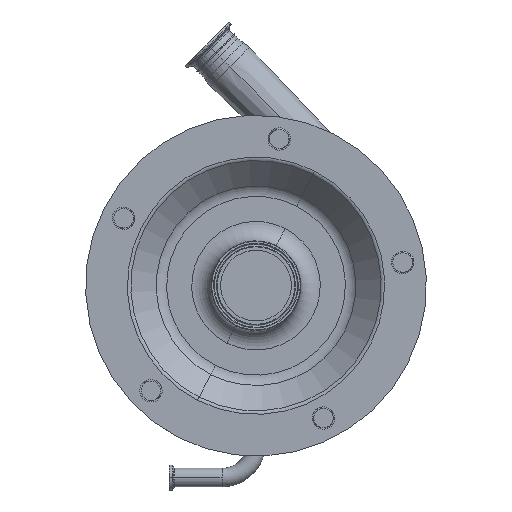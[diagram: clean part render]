
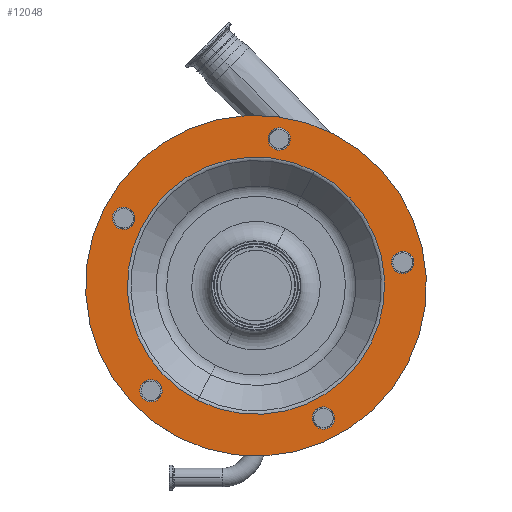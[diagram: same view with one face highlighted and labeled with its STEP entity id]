
A CAD part, top view. The second image highlights one B-rep face of the part: STEP entity #12048.
In plain terms, the highlighted planar face has unit normal (0, 0, 1).
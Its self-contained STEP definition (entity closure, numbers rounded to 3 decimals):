
#93 = ORIENTED_EDGE ( 'NONE', *, *, #9251, .F. ) ;
#111 = CARTESIAN_POINT ( 'NONE',  ( -79.448, -155.926, 321.5 ) ) ;
#225 = EDGE_CURVE ( 'NONE', #7100, #1233, #11649, .T. ) ;
#324 = CARTESIAN_POINT ( 'NONE',  ( -155.926, 79.448, 321.5 ) ) ;
#358 = EDGE_LOOP ( 'NONE', ( #8194, #849 ) ) ;
#436 = EDGE_CURVE ( 'NONE', #7281, #3754, #9273, .T. ) ;
#555 = CARTESIAN_POINT ( 'NONE',  ( 59.959, 117.676, 321.5 ) ) ;
#718 = CARTESIAN_POINT ( 'NONE',  ( 0., 0., 321.5 ) ) ;
#720 = EDGE_CURVE ( 'NONE', #10661, #7223, #6364, .T. ) ;
#849 = ORIENTED_EDGE ( 'NONE', *, *, #3144, .F. ) ;
#908 = DIRECTION ( 'NONE',  ( 0., 0., 1. ) ) ;
#939 = CARTESIAN_POINT ( 'NONE',  ( 0., 0., 321.5 ) ) ;
#978 = CIRCLE ( 'NONE', #7133, 11.5 ) ;
#1137 = VERTEX_POINT ( 'NONE', #555 ) ;
#1199 = CARTESIAN_POINT ( 'NONE',  ( 79.448, 155.926, 321.5 ) ) ;
#1233 = VERTEX_POINT ( 'NONE', #4145 ) ;
#1299 = DIRECTION ( 'NONE',  ( 0.454, 0.891, 0. ) ) ;
#1348 = DIRECTION ( 'NONE',  ( 0.454, 0.891, 0. ) ) ;
#1457 = DIRECTION ( 'NONE',  ( 0.454, 0.891, 0. ) ) ;
#1466 = AXIS2_PLACEMENT_3D ( 'NONE', #2691, #5872, #10025 ) ;
#1601 = EDGE_CURVE ( 'NONE', #1233, #7100, #3528, .T. ) ;
#1644 = DIRECTION ( 'NONE',  ( 0.454, 0.891, 0. ) ) ;
#1711 = ORIENTED_EDGE ( 'NONE', *, *, #1601, .F. ) ;
#1715 = CARTESIAN_POINT ( 'NONE',  ( 150.622, 23.856, 321.5 ) ) ;
#1719 = CARTESIAN_POINT ( 'NONE',  ( -107.834, -107.834, 321.5 ) ) ;
#1811 = EDGE_CURVE ( 'NONE', #4870, #3593, #12721, .T. ) ;
#1819 = CARTESIAN_POINT ( 'NONE',  ( -107.834, -107.834, 321.5 ) ) ;
#1918 = EDGE_LOOP ( 'NONE', ( #13365, #6784 ) ) ;
#2229 = AXIS2_PLACEMENT_3D ( 'NONE', #5828, #2399, #1348 ) ;
#2266 = DIRECTION ( 'NONE',  ( -0.454, -0.891, 0. ) ) ;
#2271 = DIRECTION ( 'NONE',  ( 0., 0., 1. ) ) ;
#2347 = CARTESIAN_POINT ( 'NONE',  ( 69.234, -135.878, 321.5 ) ) ;
#2374 = CIRCLE ( 'NONE', #11341, 11.5 ) ;
#2399 = DIRECTION ( 'NONE',  ( 0., 0., 1. ) ) ;
#2492 = DIRECTION ( 'NONE',  ( 0., 0., 1. ) ) ;
#2517 = DIRECTION ( 'NONE',  ( 0., 0., -1. ) ) ;
#2691 = CARTESIAN_POINT ( 'NONE',  ( 0., 0., 321.5 ) ) ;
#3078 = DIRECTION ( 'NONE',  ( 0., 0., 1. ) ) ;
#3113 = VERTEX_POINT ( 'NONE', #10865 ) ;
#3144 = EDGE_CURVE ( 'NONE', #7223, #10661, #9733, .T. ) ;
#3204 = CARTESIAN_POINT ( 'NONE',  ( 64.013, -146.125, 321.5 ) ) ;
#3286 = ORIENTED_EDGE ( 'NONE', *, *, #436, .F. ) ;
#3424 = CIRCLE ( 'NONE', #13251, 11.5 ) ;
#3508 = ORIENTED_EDGE ( 'NONE', *, *, #7512, .F. ) ;
#3512 = FACE_BOUND ( 'NONE', #7712, .T. ) ;
#3521 = DIRECTION ( 'NONE',  ( 0., 0., 1. ) ) ;
#3526 = VERTEX_POINT ( 'NONE', #8318 ) ;
#3528 = CIRCLE ( 'NONE', #4636, 11.5 ) ;
#3593 = VERTEX_POINT ( 'NONE', #10432 ) ;
#3636 = CIRCLE ( 'NONE', #9769, 11.5 ) ;
#3693 = DIRECTION ( 'NONE',  ( -0.454, -0.891, 0. ) ) ;
#3754 = VERTEX_POINT ( 'NONE', #10819 ) ;
#4100 = CIRCLE ( 'NONE', #7607, 132.071 ) ;
#4145 = CARTESIAN_POINT ( 'NONE',  ( -102.613, -97.587, 321.5 ) ) ;
#4619 = AXIS2_PLACEMENT_3D ( 'NONE', #12821, #3521, #7710 ) ;
#4636 = AXIS2_PLACEMENT_3D ( 'NONE', #1719, #7970, #1644 ) ;
#4870 = VERTEX_POINT ( 'NONE', #11364 ) ;
#4913 = ORIENTED_EDGE ( 'NONE', *, *, #8959, .F. ) ;
#5002 = DIRECTION ( 'NONE',  ( 0.454, 0.891, 0. ) ) ;
#5048 = AXIS2_PLACEMENT_3D ( 'NONE', #1715, #6004, #10157 ) ;
#5375 = FACE_BOUND ( 'NONE', #11887, .T. ) ;
#5485 = VERTEX_POINT ( 'NONE', #12144 ) ;
#5828 = CARTESIAN_POINT ( 'NONE',  ( 23.856, 150.622, 321.5 ) ) ;
#5872 = DIRECTION ( 'NONE',  ( 0., 0., -1. ) ) ;
#6004 = DIRECTION ( 'NONE',  ( 0., 0., 1. ) ) ;
#6132 = DIRECTION ( 'NONE',  ( -0.454, -0.891, 0. ) ) ;
#6364 = CIRCLE ( 'NONE', #8994, 175. ) ;
#6446 = EDGE_CURVE ( 'NONE', #3113, #3526, #10909, .T. ) ;
#6658 = PLANE ( 'NONE',  #12875 ) ;
#6673 = EDGE_CURVE ( 'NONE', #1137, #5485, #4100, .T. ) ;
#6784 = ORIENTED_EDGE ( 'NONE', *, *, #1811, .F. ) ;
#7015 = CARTESIAN_POINT ( 'NONE',  ( 69.234, -135.878, 321.5 ) ) ;
#7100 = VERTEX_POINT ( 'NONE', #11764 ) ;
#7133 = AXIS2_PLACEMENT_3D ( 'NONE', #7015, #12004, #12273 ) ;
#7178 = CIRCLE ( 'NONE', #1466, 132.071 ) ;
#7181 = VERTEX_POINT ( 'NONE', #3204 ) ;
#7223 = VERTEX_POINT ( 'NONE', #1199 ) ;
#7268 = DIRECTION ( 'NONE',  ( 0.454, 0.891, 0. ) ) ;
#7281 = VERTEX_POINT ( 'NONE', #7872 ) ;
#7312 = EDGE_LOOP ( 'NONE', ( #12679, #4913 ) ) ;
#7512 = EDGE_CURVE ( 'NONE', #3754, #7281, #8757, .T. ) ;
#7557 = FACE_BOUND ( 'NONE', #11436, .T. ) ;
#7590 = EDGE_CURVE ( 'NONE', #9227, #7181, #978, .T. ) ;
#7607 = AXIS2_PLACEMENT_3D ( 'NONE', #939, #11302, #6132 ) ;
#7710 = DIRECTION ( 'NONE',  ( 0.454, 0.891, 0. ) ) ;
#7712 = EDGE_LOOP ( 'NONE', ( #3286, #3508 ) ) ;
#7872 = CARTESIAN_POINT ( 'NONE',  ( -130.658, 79.48, 321.5 ) ) ;
#7970 = DIRECTION ( 'NONE',  ( 0., 0., 1. ) ) ;
#8194 = ORIENTED_EDGE ( 'NONE', *, *, #720, .F. ) ;
#8241 = ORIENTED_EDGE ( 'NONE', *, *, #225, .F. ) ;
#8283 = DIRECTION ( 'NONE',  ( -0.454, -0.891, 0. ) ) ;
#8318 = CARTESIAN_POINT ( 'NONE',  ( 145.402, 13.61, 321.5 ) ) ;
#8757 = CIRCLE ( 'NONE', #10494, 11.5 ) ;
#8959 = EDGE_CURVE ( 'NONE', #7181, #9227, #3636, .T. ) ;
#8994 = AXIS2_PLACEMENT_3D ( 'NONE', #9580, #12444, #8283 ) ;
#9227 = VERTEX_POINT ( 'NONE', #9263 ) ;
#9251 = EDGE_CURVE ( 'NONE', #3526, #3113, #3424, .T. ) ;
#9263 = CARTESIAN_POINT ( 'NONE',  ( 74.454, -125.632, 321.5 ) ) ;
#9273 = CIRCLE ( 'NONE', #4619, 11.5 ) ;
#9580 = CARTESIAN_POINT ( 'NONE',  ( 0., 0., 321.5 ) ) ;
#9672 = FACE_BOUND ( 'NONE', #11322, .T. ) ;
#9733 = CIRCLE ( 'NONE', #11262, 175. ) ;
#9769 = AXIS2_PLACEMENT_3D ( 'NONE', #2347, #11668, #10509 ) ;
#10025 = DIRECTION ( 'NONE',  ( -0.454, -0.891, 0. ) ) ;
#10157 = DIRECTION ( 'NONE',  ( 0.454, 0.891, 0. ) ) ;
#10432 = CARTESIAN_POINT ( 'NONE',  ( 29.077, 160.869, 321.5 ) ) ;
#10494 = AXIS2_PLACEMENT_3D ( 'NONE', #12746, #2271, #1299 ) ;
#10509 = DIRECTION ( 'NONE',  ( 0.454, 0.891, 0. ) ) ;
#10518 = EDGE_CURVE ( 'NONE', #5485, #1137, #7178, .T. ) ;
#10661 = VERTEX_POINT ( 'NONE', #111 ) ;
#10815 = FACE_BOUND ( 'NONE', #1918, .T. ) ;
#10819 = CARTESIAN_POINT ( 'NONE',  ( -141.099, 58.987, 321.5 ) ) ;
#10835 = ORIENTED_EDGE ( 'NONE', *, *, #6673, .T. ) ;
#10843 = CARTESIAN_POINT ( 'NONE',  ( 23.856, 150.622, 321.5 ) ) ;
#10865 = CARTESIAN_POINT ( 'NONE',  ( 155.843, 34.103, 321.5 ) ) ;
#10909 = CIRCLE ( 'NONE', #5048, 11.5 ) ;
#10955 = ORIENTED_EDGE ( 'NONE', *, *, #6446, .F. ) ;
#11262 = AXIS2_PLACEMENT_3D ( 'NONE', #718, #2517, #3693 ) ;
#11302 = DIRECTION ( 'NONE',  ( 0., 0., -1. ) ) ;
#11322 = EDGE_LOOP ( 'NONE', ( #10955, #93 ) ) ;
#11341 = AXIS2_PLACEMENT_3D ( 'NONE', #10843, #2492, #1457 ) ;
#11364 = CARTESIAN_POINT ( 'NONE',  ( 18.635, 140.376, 321.5 ) ) ;
#11432 = AXIS2_PLACEMENT_3D ( 'NONE', #1819, #908, #5002 ) ;
#11436 = EDGE_LOOP ( 'NONE', ( #1711, #8241 ) ) ;
#11649 = CIRCLE ( 'NONE', #11432, 11.5 ) ;
#11657 = DIRECTION ( 'NONE',  ( 0., 0., -1. ) ) ;
#11668 = DIRECTION ( 'NONE',  ( 0., 0., 1. ) ) ;
#11764 = CARTESIAN_POINT ( 'NONE',  ( -113.055, -118.08, 321.5 ) ) ;
#11794 = FACE_BOUND ( 'NONE', #7312, .T. ) ;
#11887 = EDGE_LOOP ( 'NONE', ( #13384, #10835 ) ) ;
#12004 = DIRECTION ( 'NONE',  ( 0., 0., 1. ) ) ;
#12048 = ADVANCED_FACE ( 'NONE', ( #7557, #11794, #9672, #10815, #5375, #12882, #3512 ), #6658, .F. ) ;
#12144 = CARTESIAN_POINT ( 'NONE',  ( -59.959, -117.676, 321.5 ) ) ;
#12273 = DIRECTION ( 'NONE',  ( 0.454, 0.891, 0. ) ) ;
#12444 = DIRECTION ( 'NONE',  ( 0., 0., -1. ) ) ;
#12453 = CARTESIAN_POINT ( 'NONE',  ( 150.622, 23.856, 321.5 ) ) ;
#12679 = ORIENTED_EDGE ( 'NONE', *, *, #7590, .F. ) ;
#12721 = CIRCLE ( 'NONE', #2229, 11.5 ) ;
#12746 = CARTESIAN_POINT ( 'NONE',  ( -135.878, 69.234, 321.5 ) ) ;
#12821 = CARTESIAN_POINT ( 'NONE',  ( -135.878, 69.234, 321.5 ) ) ;
#12875 = AXIS2_PLACEMENT_3D ( 'NONE', #324, #11657, #2266 ) ;
#12882 = FACE_OUTER_BOUND ( 'NONE', #358, .T. ) ;
#13251 = AXIS2_PLACEMENT_3D ( 'NONE', #12453, #3078, #7268 ) ;
#13365 = ORIENTED_EDGE ( 'NONE', *, *, #13553, .F. ) ;
#13384 = ORIENTED_EDGE ( 'NONE', *, *, #10518, .T. ) ;
#13553 = EDGE_CURVE ( 'NONE', #3593, #4870, #2374, .T. ) ;
